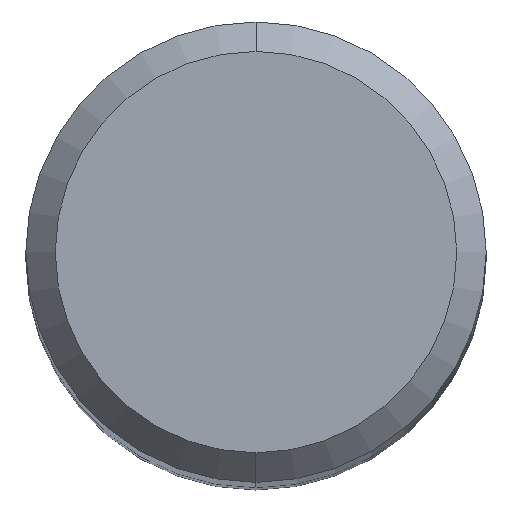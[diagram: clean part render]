
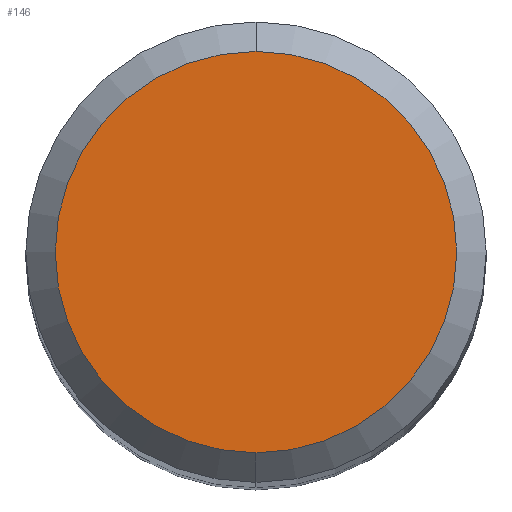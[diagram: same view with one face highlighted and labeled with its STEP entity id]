
A CAD part, top view. The second image highlights one B-rep face of the part: STEP entity #146.
In plain terms, the highlighted planar face has unit normal (0, 0, 1).
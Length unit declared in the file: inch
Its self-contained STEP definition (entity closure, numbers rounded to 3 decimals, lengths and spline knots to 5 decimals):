
#8 = VERTEX_POINT ( 'NONE', #60 ) ;
#46 = CIRCLE ( 'NONE', #111, 0.13625 ) ;
#52 = DIRECTION ( 'NONE',  ( 0., 0., 1. ) ) ;
#54 = CARTESIAN_POINT ( 'NONE',  ( 0., 0., 0. ) ) ;
#55 = DIRECTION ( 'NONE',  ( 0., -1., 0. ) ) ;
#60 = CARTESIAN_POINT ( 'NONE',  ( 0., -0.13625, 0. ) ) ;
#75 = AXIS2_PLACEMENT_3D ( 'NONE', #54, #274, #243 ) ;
#81 = EDGE_CURVE ( 'NONE', #375, #8, #226, .T. ) ;
#111 = AXIS2_PLACEMENT_3D ( 'NONE', #346, #52, #55 ) ;
#146 = ADVANCED_FACE ( 'NONE', ( #357 ), #393, .F. ) ;
#155 = DIRECTION ( 'NONE',  ( 0., 1., 0. ) ) ;
#199 = ORIENTED_EDGE ( 'NONE', *, *, #81, .T. ) ;
#226 = CIRCLE ( 'NONE', #75, 0.13625 ) ;
#243 = DIRECTION ( 'NONE',  ( 0., -1., 0. ) ) ;
#266 = CARTESIAN_POINT ( 'NONE',  ( 0., 0.13625, 0. ) ) ;
#274 = DIRECTION ( 'NONE',  ( 0., 0., 1. ) ) ;
#278 = AXIS2_PLACEMENT_3D ( 'NONE', #266, #397, #155 ) ;
#334 = EDGE_LOOP ( 'NONE', ( #199, #391 ) ) ;
#346 = CARTESIAN_POINT ( 'NONE',  ( 0., 0., 0. ) ) ;
#357 = FACE_OUTER_BOUND ( 'NONE', #334, .T. ) ;
#370 = EDGE_CURVE ( 'NONE', #8, #375, #46, .T. ) ;
#375 = VERTEX_POINT ( 'NONE', #414 ) ;
#391 = ORIENTED_EDGE ( 'NONE', *, *, #370, .T. ) ;
#393 = PLANE ( 'NONE',  #278 ) ;
#397 = DIRECTION ( 'NONE',  ( 0., 0., -1. ) ) ;
#414 = CARTESIAN_POINT ( 'NONE',  ( 0., 0.13625, 0. ) ) ;
